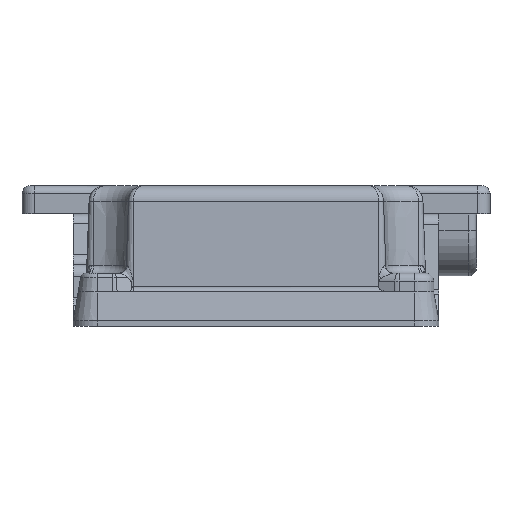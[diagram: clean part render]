
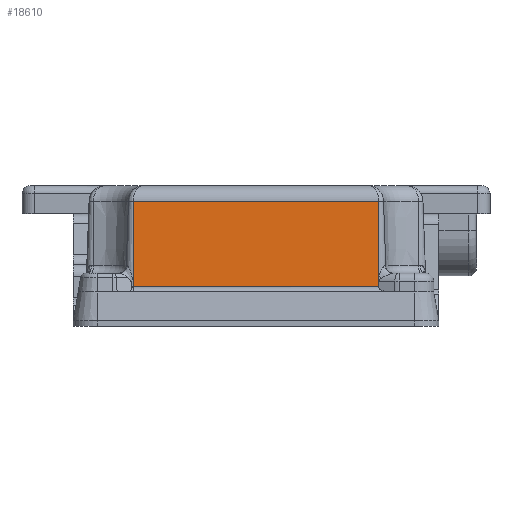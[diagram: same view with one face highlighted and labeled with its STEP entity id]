
A CAD part, left-side view. The second image highlights one B-rep face of the part: STEP entity #18610.
In plain terms, the highlighted planar face has unit normal (-0.999, 0, 0.035).
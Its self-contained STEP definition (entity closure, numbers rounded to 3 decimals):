
#448 = CARTESIAN_POINT ( 'NONE',  ( -90.786, -45.601, 6.137 ) ) ;
#508 = EDGE_CURVE ( 'NONE', #12507, #6737, #1055, .T. ) ;
#1013 = CARTESIAN_POINT ( 'NONE',  ( -90.787, -45.567, 6.101 ) ) ;
#1055 = LINE ( 'NONE', #13753, #4885 ) ;
#1058 = DIRECTION ( 'NONE',  ( 0.035, 0., 0.999 ) ) ;
#1313 = DIRECTION ( 'NONE',  ( 0.035, 0.017, 0.999 ) ) ;
#1716 = VECTOR ( 'NONE', #12557, 1000. ) ;
#2124 = DIRECTION ( 'NONE',  ( 0., 1., 0. ) ) ;
#2232 = ORIENTED_EDGE ( 'NONE', *, *, #508, .T. ) ;
#2282 =( BOUNDED_CURVE ( )  B_SPLINE_CURVE ( 3, ( #8190, #12467, #1013, #11080 ),
 .UNSPECIFIED., .F., .T. ) 
 B_SPLINE_CURVE_WITH_KNOTS ( ( 4, 4 ),
 ( 3.467, 3.487 ),
 .UNSPECIFIED. ) 
 CURVE ( )  GEOMETRIC_REPRESENTATION_ITEM ( )  RATIONAL_B_SPLINE_CURVE ( ( 1., 1., 1., 1. ) ) 
 REPRESENTATION_ITEM ( '' )  );
#2291 = CARTESIAN_POINT ( 'NONE',  ( -90.933, -45.569, 1.93 ) ) ;
#2556 = CARTESIAN_POINT ( 'NONE',  ( -90.933, -45.601, 1.93 ) ) ;
#2966 = EDGE_CURVE ( 'NONE', #9657, #16893, #15551, .T. ) ;
#3051 = DIRECTION ( 'NONE',  ( -0.035, 0., -0.999 ) ) ;
#3772 = EDGE_LOOP ( 'NONE', ( #14003, #10344, #2232, #8443, #6321, #18603 ) ) ;
#3889 = PLANE ( 'NONE',  #16391 ) ;
#4082 = VECTOR ( 'NONE', #1313, 1000. ) ;
#4265 = VERTEX_POINT ( 'NONE', #448 ) ;
#4885 = VECTOR ( 'NONE', #12255, 1000. ) ;
#5542 = CARTESIAN_POINT ( 'NONE',  ( -89.823, -45.601, 33.709 ) ) ;
#6014 = CARTESIAN_POINT ( 'NONE',  ( -91., -45.601, 0. ) ) ;
#6049 = VERTEX_POINT ( 'NONE', #5542 ) ;
#6291 = EDGE_CURVE ( 'NONE', #6049, #4265, #11174, .T. ) ;
#6321 = ORIENTED_EDGE ( 'NONE', *, *, #2966, .T. ) ;
#6737 = VERTEX_POINT ( 'NONE', #16112 ) ;
#7096 = CARTESIAN_POINT ( 'NONE',  ( -91., -45.601, 0. ) ) ;
#7636 = CARTESIAN_POINT ( 'NONE',  ( -89.823, 45.601, 33.709 ) ) ;
#7838 = EDGE_CURVE ( 'NONE', #16893, #4265, #2282, .T. ) ;
#8190 = CARTESIAN_POINT ( 'NONE',  ( -90.789, -45.501, 6.028 ) ) ;
#8443 = ORIENTED_EDGE ( 'NONE', *, *, #9845, .T. ) ;
#9379 = LINE ( 'NONE', #2556, #1716 ) ;
#9657 = VERTEX_POINT ( 'NONE', #2291 ) ;
#9685 = DIRECTION ( 'NONE',  ( -0.999, 0., 0.035 ) ) ;
#9845 = EDGE_CURVE ( 'NONE', #6737, #9657, #9379, .T. ) ;
#10344 = ORIENTED_EDGE ( 'NONE', *, *, #15746, .T. ) ;
#11080 = CARTESIAN_POINT ( 'NONE',  ( -90.786, -45.601, 6.137 ) ) ;
#11174 = LINE ( 'NONE', #6014, #14978 ) ;
#11356 = LINE ( 'NONE', #12196, #14715 ) ;
#12196 = CARTESIAN_POINT ( 'NONE',  ( -89.823, -45.601, 33.709 ) ) ;
#12255 = DIRECTION ( 'NONE',  ( -0.035, 0., -0.999 ) ) ;
#12467 = CARTESIAN_POINT ( 'NONE',  ( -90.788, -45.533, 6.064 ) ) ;
#12507 = VERTEX_POINT ( 'NONE', #7636 ) ;
#12557 = DIRECTION ( 'NONE',  ( 0., -1., 0. ) ) ;
#13709 = CARTESIAN_POINT ( 'NONE',  ( -90.789, -45.501, 6.028 ) ) ;
#13753 = CARTESIAN_POINT ( 'NONE',  ( -91., 45.601, 0. ) ) ;
#14003 = ORIENTED_EDGE ( 'NONE', *, *, #6291, .F. ) ;
#14715 = VECTOR ( 'NONE', #2124, 1000. ) ;
#14978 = VECTOR ( 'NONE', #3051, 1000. ) ;
#15551 = LINE ( 'NONE', #7096, #4082 ) ;
#15746 = EDGE_CURVE ( 'NONE', #6049, #12507, #11356, .T. ) ;
#16112 = CARTESIAN_POINT ( 'NONE',  ( -90.933, 45.601, 1.93 ) ) ;
#16391 = AXIS2_PLACEMENT_3D ( 'NONE', #16850, #9685, #1058 ) ;
#16850 = CARTESIAN_POINT ( 'NONE',  ( -91., -45.601, 0. ) ) ;
#16893 = VERTEX_POINT ( 'NONE', #13709 ) ;
#17182 = FACE_OUTER_BOUND ( 'NONE', #3772, .T. ) ;
#18603 = ORIENTED_EDGE ( 'NONE', *, *, #7838, .T. ) ;
#18610 = ADVANCED_FACE ( 'NONE', ( #17182 ), #3889, .T. ) ;
